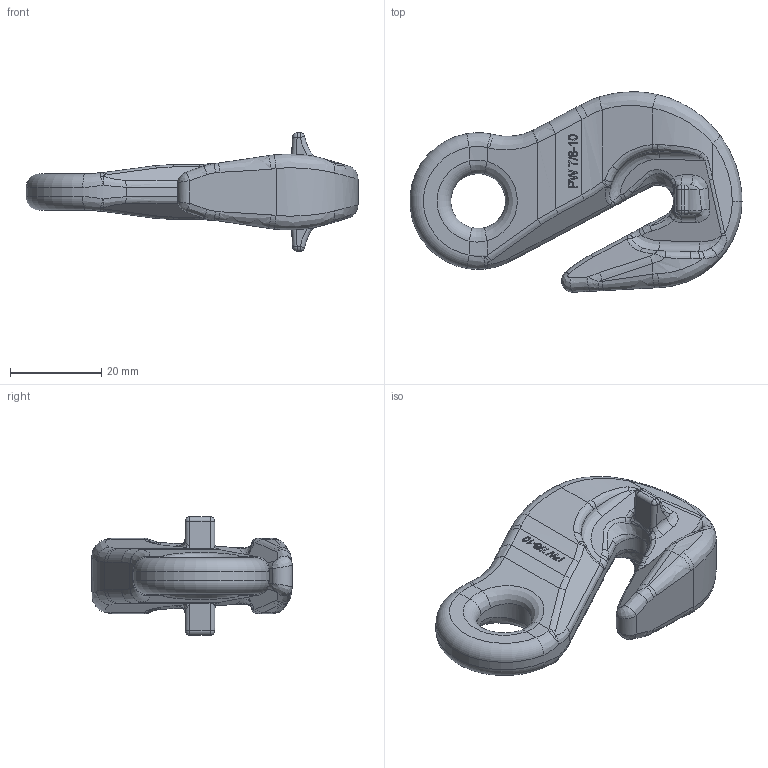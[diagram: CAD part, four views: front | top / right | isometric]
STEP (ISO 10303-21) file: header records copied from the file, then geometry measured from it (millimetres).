
FILE_DESCRIPTION(/* description */ (''),/* implementation_level */ '2;1');
FILE_NAME(/* name */ 'pewag_PW_7_8.stp',/* time_stamp */ '2022-06-28T16:09:00+02:00',/* author */ (''),/* organization */ (''),/* preprocessor_version */ 'ST-DEVELOPER v16',/* originating_system */ 'SIEMENS PLM Software NX 11.0',/* authorisation */ '');
FILE_SCHEMA (('AUTOMOTIVE_DESIGN { 1 0 10303 214 3 1 1 1 }'));
Length unit declared in the file: millimetre
Products named in the file (1): KSE44B0A9CF4juu
Bounding box: 72.85 x 43.99 x 26 mm (x, y, z)
Volume: 22058 mm3; surface area: 6839.4 mm2
Topology: 1 solids, 1 shells, 411 faces, 983 edges, 586 vertices
Faces by surface type: bspline 176, plane 106, extrusion 61, cylinder 52, torus 8, sphere 8
Full cylindrical faces by diameter (mm): 12 x1
Entity records: 18550 total; most frequent: CARTESIAN_POINT 10684, ORIENTED_EDGE 1942, DIRECTION 1096, EDGE_CURVE 971, VERTEX_POINT 586, B_SPLINE_CURVE_WITH_KNOTS 583, EDGE_LOOP 437, AXIS2_PLACEMENT_3D 417
